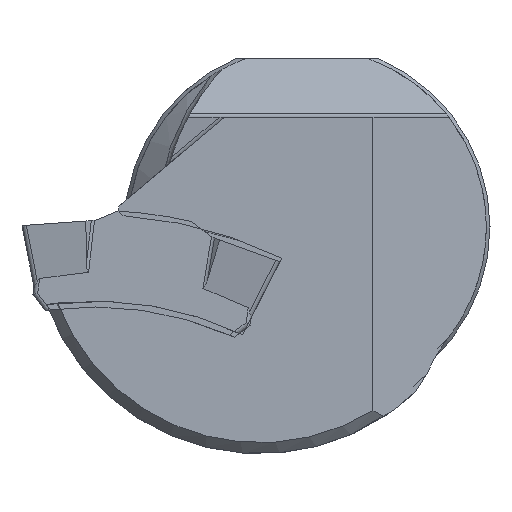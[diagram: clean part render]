
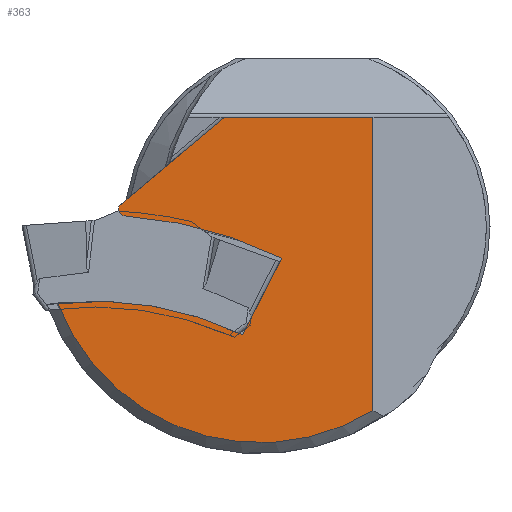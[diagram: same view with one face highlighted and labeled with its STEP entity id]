
A CAD part, left-side view. The second image highlights one B-rep face of the part: STEP entity #363.
In plain terms, the highlighted planar face has unit normal (-1, 0, 0).
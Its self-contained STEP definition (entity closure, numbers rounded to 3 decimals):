
#160=LINE('',#1931,#261);
#161=LINE('',#1938,#262);
#162=LINE('',#1940,#263);
#163=LINE('',#1942,#264);
#261=VECTOR('',#1550,1.);
#262=VECTOR('',#1555,1.);
#263=VECTOR('',#1556,1.);
#264=VECTOR('',#1557,1.);
#363=ADVANCED_FACE('',(#471),#437,.T.);
#437=PLANE('',#1407);
#471=FACE_OUTER_BOUND('',#544,.T.);
#544=EDGE_LOOP('',(#622,#623,#624,#625,#626,#627,#628,#629));
#622=ORIENTED_EDGE('',*,*,#1162,.T.);
#623=ORIENTED_EDGE('',*,*,#1163,.F.);
#624=ORIENTED_EDGE('',*,*,#1164,.F.);
#625=ORIENTED_EDGE('',*,*,#1165,.T.);
#626=ORIENTED_EDGE('',*,*,#1166,.F.);
#627=ORIENTED_EDGE('',*,*,#1167,.F.);
#628=ORIENTED_EDGE('',*,*,#1168,.T.);
#629=ORIENTED_EDGE('',*,*,#1169,.T.);
#1028=VERTEX_POINT('',#1932);
#1029=VERTEX_POINT('',#1933);
#1030=VERTEX_POINT('',#1935);
#1031=VERTEX_POINT('',#1937);
#1032=VERTEX_POINT('',#1939);
#1033=VERTEX_POINT('',#1941);
#1034=VERTEX_POINT('',#1943);
#1035=VERTEX_POINT('',#1945);
#1162=EDGE_CURVE('',#1028,#1029,#160,.T.);
#1163=EDGE_CURVE('',#1030,#1029,#1365,.T.);
#1164=EDGE_CURVE('',#1031,#1030,#1366,.T.);
#1165=EDGE_CURVE('',#1031,#1032,#161,.T.);
#1166=EDGE_CURVE('',#1033,#1032,#162,.T.);
#1167=EDGE_CURVE('',#1034,#1033,#163,.T.);
#1168=EDGE_CURVE('',#1034,#1035,#1367,.T.);
#1169=EDGE_CURVE('',#1035,#1028,#1368,.T.);
#1365=CIRCLE('',#1403,23.65);
#1366=CIRCLE('',#1404,14.75);
#1367=CIRCLE('',#1405,0.5);
#1368=CIRCLE('',#1406,28.85);
#1403=AXIS2_PLACEMENT_3D('',#1934,#1551,#1552);
#1404=AXIS2_PLACEMENT_3D('',#1936,#1553,#1554);
#1405=AXIS2_PLACEMENT_3D('',#1944,#1558,#1559);
#1406=AXIS2_PLACEMENT_3D('',#1946,#1560,#1561);
#1407=AXIS2_PLACEMENT_3D('',#1947,#1562,#1563);
#1550=DIRECTION('',(0.,0.454,-0.891));
#1551=DIRECTION('',(1.,0.,0.));
#1552=DIRECTION('',(0.,0.,1.));
#1553=DIRECTION('',(1.,0.,0.));
#1554=DIRECTION('',(0.,0.,1.));
#1555=DIRECTION('',(0.,0.,1.));
#1556=DIRECTION('',(0.,-1.,0.));
#1557=DIRECTION('',(0.,-0.766,0.643));
#1558=DIRECTION('',(-1.,0.,0.));
#1559=DIRECTION('',(0.,0.,1.));
#1560=DIRECTION('',(1.,0.,0.));
#1561=DIRECTION('',(0.,0.,1.));
#1562=DIRECTION('',(-1.,0.,0.));
#1563=DIRECTION('',(0.,0.,1.));
#1931=CARTESIAN_POINT('',(0.4,0.835,-0.339));
#1932=CARTESIAN_POINT('',(0.4,1.747,-2.129));
#1933=CARTESIAN_POINT('',(0.4,4.411,-7.357));
#1934=CARTESIAN_POINT('',(0.4,14.563,-28.718));
#1935=CARTESIAN_POINT('',(0.4,17.053,-5.199));
#1936=CARTESIAN_POINT('',(0.4,3.25,0.));
#1937=CARTESIAN_POINT('',(0.4,-4.5,-12.55));
#1938=CARTESIAN_POINT('',(0.4,-4.5,-272.355));
#1939=CARTESIAN_POINT('',(0.4,-4.5,7.5));
#1940=CARTESIAN_POINT('',(0.4,1.5,7.5));
#1941=CARTESIAN_POINT('',(0.4,5.652,7.5));
#1942=CARTESIAN_POINT('',(0.4,6.908,6.445));
#1943=CARTESIAN_POINT('',(0.4,12.853,1.457));
#1944=CARTESIAN_POINT('',(0.4,12.397,1.253));
#1945=CARTESIAN_POINT('',(0.4,12.432,0.754));
#1946=CARTESIAN_POINT('',(0.4,14.465,-28.025));
#1947=CARTESIAN_POINT('',(0.4,1.5,0.));
